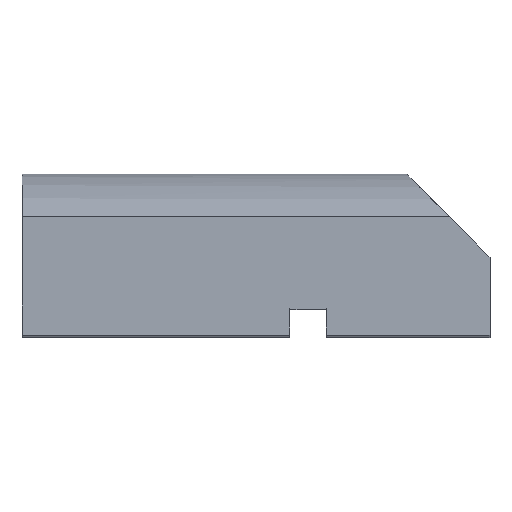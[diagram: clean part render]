
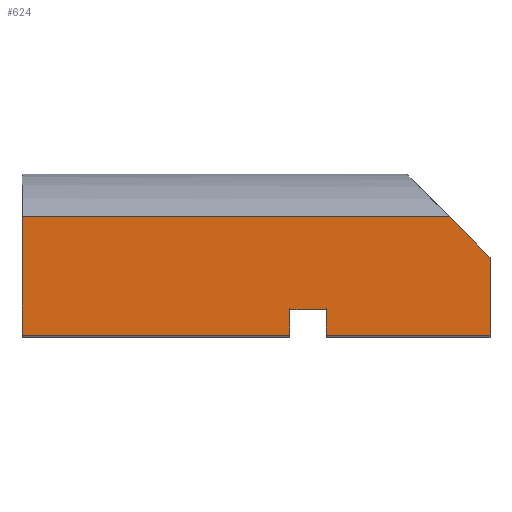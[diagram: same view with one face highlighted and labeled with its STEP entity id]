
A CAD part, left-side view. The second image highlights one B-rep face of the part: STEP entity #624.
In plain terms, the highlighted planar face has unit normal (-1, 0, 0).
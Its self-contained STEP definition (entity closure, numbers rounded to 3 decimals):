
#88=CARTESIAN_POINT('',(-12.2,566.3,18.3));
#89=VERTEX_POINT('',#88);
#98=CARTESIAN_POINT('',(-12.2,566.3,11.056));
#99=VERTEX_POINT('',#98);
#100=CARTESIAN_POINT('',(-12.2,566.3,11.056));
#101=DIRECTION('',(0.,0.,1.));
#102=VECTOR('',#101,7.244);
#103=LINE('',#100,#102);
#104=EDGE_CURVE('',#99,#89,#103,.T.);
#190=CARTESIAN_POINT('',(-12.2,609.8,11.056));
#191=VERTEX_POINT('',#190);
#198=CARTESIAN_POINT('',(-12.2,609.8,22.093));
#199=VERTEX_POINT('',#198);
#200=CARTESIAN_POINT('',(-12.2,609.8,11.056));
#201=DIRECTION('',(-0.,-0.,1.));
#202=VECTOR('',#201,11.037);
#203=LINE('',#200,#202);
#204=EDGE_CURVE('',#191,#199,#203,.T.);
#283=CARTESIAN_POINT('',(-12.2,584.9,13.44));
#284=VERTEX_POINT('',#283);
#292=CARTESIAN_POINT('',(-12.2,584.9,11.056));
#293=VERTEX_POINT('',#292);
#294=CARTESIAN_POINT('',(-12.2,584.9,13.44));
#295=DIRECTION('',(-0.,-0.,-1.));
#296=VECTOR('',#295,2.384);
#297=LINE('',#294,#296);
#298=EDGE_CURVE('',#284,#293,#297,.T.);
#395=CARTESIAN_POINT('',(-12.2,581.5,11.056));
#396=VERTEX_POINT('',#395);
#397=CARTESIAN_POINT('',(-12.2,581.5,11.056));
#398=DIRECTION('',(-0.,-1.,-0.));
#399=VECTOR('',#398,15.2);
#400=LINE('',#397,#399);
#401=EDGE_CURVE('',#396,#99,#400,.T.);
#579=CARTESIAN_POINT('',(-12.2,566.3,21.939));
#580=DIRECTION('',(-1.,0.,0.));
#581=DIRECTION('',(0.,0.,1.));
#582=AXIS2_PLACEMENT_3D('',#579,#580,#581);
#583=PLANE('',#582);
#584=CARTESIAN_POINT('',(-12.2,570.093,22.093));
#585=VERTEX_POINT('',#584);
#586=CARTESIAN_POINT('',(-12.2,570.093,22.093));
#587=DIRECTION('',(-0.,-0.707,-0.707));
#588=VECTOR('',#587,5.364);
#589=LINE('',#586,#588);
#590=EDGE_CURVE('',#585,#89,#589,.T.);
#591=ORIENTED_EDGE('',*,*,#590,.F.);
#592=CARTESIAN_POINT('',(-12.2,570.093,22.093));
#593=DIRECTION('',(0.,1.,0.));
#594=VECTOR('',#593,39.707);
#595=LINE('',#592,#594);
#596=EDGE_CURVE('',#585,#199,#595,.T.);
#597=ORIENTED_EDGE('',*,*,#596,.T.);
#598=ORIENTED_EDGE('',*,*,#204,.F.);
#599=CARTESIAN_POINT('',(-12.2,609.8,11.056));
#600=DIRECTION('',(-0.,-1.,-0.));
#601=VECTOR('',#600,24.9);
#602=LINE('',#599,#601);
#603=EDGE_CURVE('',#191,#293,#602,.T.);
#604=ORIENTED_EDGE('',*,*,#603,.T.);
#605=ORIENTED_EDGE('',*,*,#298,.F.);
#606=CARTESIAN_POINT('',(-12.2,581.5,13.44));
#607=VERTEX_POINT('',#606);
#608=CARTESIAN_POINT('',(-12.2,584.9,13.44));
#609=DIRECTION('',(-0.,-1.,-0.));
#610=VECTOR('',#609,3.4);
#611=LINE('',#608,#610);
#612=EDGE_CURVE('',#284,#607,#611,.T.);
#613=ORIENTED_EDGE('',*,*,#612,.T.);
#614=CARTESIAN_POINT('',(-12.2,581.5,13.44));
#615=DIRECTION('',(-0.,-0.,-1.));
#616=VECTOR('',#615,2.384);
#617=LINE('',#614,#616);
#618=EDGE_CURVE('',#607,#396,#617,.T.);
#619=ORIENTED_EDGE('',*,*,#618,.T.);
#620=ORIENTED_EDGE('',*,*,#401,.T.);
#621=ORIENTED_EDGE('',*,*,#104,.T.);
#622=EDGE_LOOP('',(#591,#597,#598,#604,#605,#613,#619,#620,#621));
#623=FACE_BOUND('',#622,.T.);
#624=ADVANCED_FACE('',(#623),#583,.T.);
